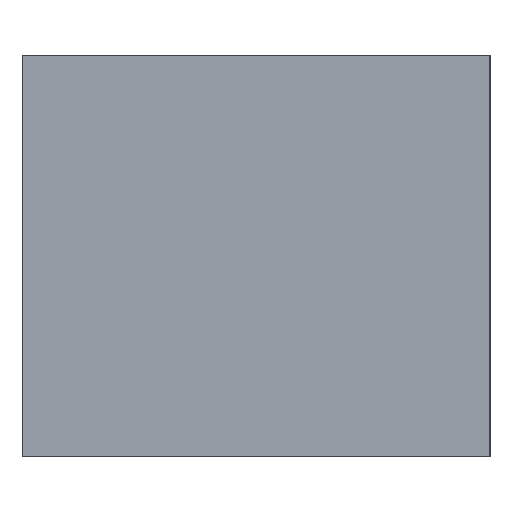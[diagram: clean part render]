
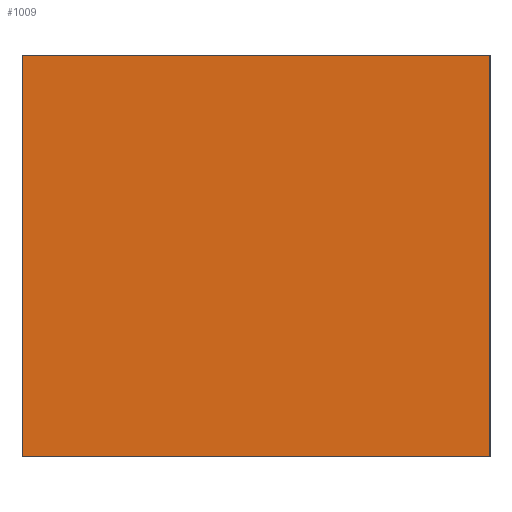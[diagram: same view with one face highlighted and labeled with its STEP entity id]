
A CAD part, left-side view. The second image highlights one B-rep face of the part: STEP entity #1009.
In plain terms, the highlighted planar face has unit normal (-1, 0, 0).
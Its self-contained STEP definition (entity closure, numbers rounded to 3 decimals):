
#810 = VERTEX_POINT('',#811);
#811 = CARTESIAN_POINT('',(-0.9,0.525,0.));
#821 = VERTEX_POINT('',#822);
#822 = CARTESIAN_POINT('',(-0.9,0.525,0.9));
#828 = EDGE_CURVE('',#810,#821,#829,.T.);
#829 = LINE('',#830,#831);
#830 = CARTESIAN_POINT('',(-0.9,0.525,0.));
#831 = VECTOR('',#832,1.);
#832 = DIRECTION('',(0.,0.,1.));
#843 = VERTEX_POINT('',#844);
#844 = CARTESIAN_POINT('',(-0.9,-0.525,0.));
#854 = VERTEX_POINT('',#855);
#855 = CARTESIAN_POINT('',(-0.9,-0.525,0.9));
#861 = EDGE_CURVE('',#843,#854,#862,.T.);
#862 = LINE('',#863,#864);
#863 = CARTESIAN_POINT('',(-0.9,-0.525,0.));
#864 = VECTOR('',#865,1.);
#865 = DIRECTION('',(0.,0.,1.));
#881 = EDGE_CURVE('',#843,#810,#882,.T.);
#882 = LINE('',#883,#884);
#883 = CARTESIAN_POINT('',(-0.9,-0.525,0.));
#884 = VECTOR('',#885,1.);
#885 = DIRECTION('',(0.,1.,0.));
#898 = EDGE_CURVE('',#854,#821,#899,.T.);
#899 = LINE('',#900,#901);
#900 = CARTESIAN_POINT('',(-0.9,-0.525,0.9));
#901 = VECTOR('',#902,1.);
#902 = DIRECTION('',(0.,1.,0.));
#1009 = ADVANCED_FACE('',(#1010),#1016,.F.);
#1010 = FACE_BOUND('',#1011,.F.);
#1011 = EDGE_LOOP('',(#1012,#1013,#1014,#1015));
#1012 = ORIENTED_EDGE('',*,*,#881,.T.);
#1013 = ORIENTED_EDGE('',*,*,#828,.T.);
#1014 = ORIENTED_EDGE('',*,*,#898,.F.);
#1015 = ORIENTED_EDGE('',*,*,#861,.F.);
#1016 = PLANE('',#1017);
#1017 = AXIS2_PLACEMENT_3D('',#1018,#1019,#1020);
#1018 = CARTESIAN_POINT('',(-0.9,-0.525,0.));
#1019 = DIRECTION('',(1.,0.,0.));
#1020 = DIRECTION('',(0.,0.,1.));
